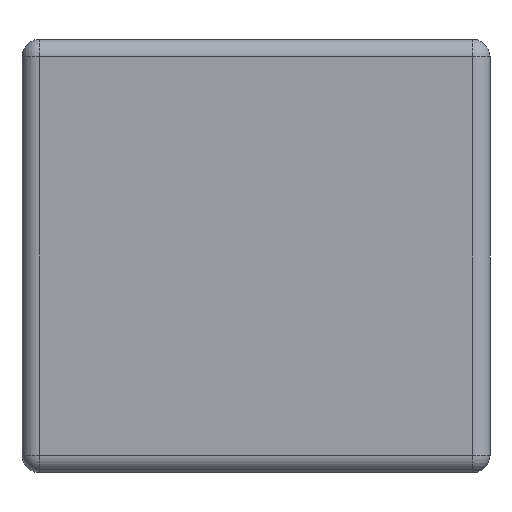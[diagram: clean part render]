
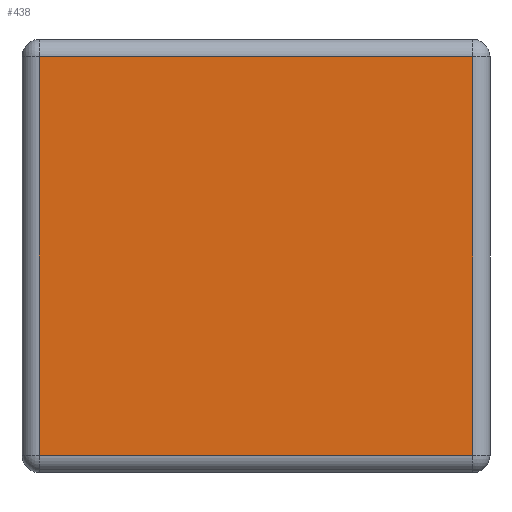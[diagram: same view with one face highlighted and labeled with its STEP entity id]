
A CAD part, left-side view. The second image highlights one B-rep face of the part: STEP entity #438.
In plain terms, the highlighted planar face has unit normal (-1, 0, 0).
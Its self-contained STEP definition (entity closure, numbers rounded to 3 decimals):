
#54 = VERTEX_POINT ( 'NONE', #247 ) ;
#66 = CARTESIAN_POINT ( 'NONE',  ( -1., 0.05, -0.625 ) ) ;
#101 = EDGE_CURVE ( 'NONE', #1397, #54, #1185, .T. ) ;
#154 = CARTESIAN_POINT ( 'NONE',  ( -1., 0.05, 0.575 ) ) ;
#178 = PLANE ( 'NONE',  #3048 ) ;
#247 = CARTESIAN_POINT ( 'NONE',  ( -1., 0.05, -0.575 ) ) ;
#311 = EDGE_CURVE ( 'NONE', #2015, #998, #934, .T. ) ;
#438 = ADVANCED_FACE ( 'NONE', ( #2329 ), #178, .F. ) ;
#516 = VECTOR ( 'NONE', #830, 1000. ) ;
#580 = DIRECTION ( 'NONE',  ( 0., 1., 0. ) ) ;
#797 = LINE ( 'NONE', #66, #1617 ) ;
#830 = DIRECTION ( 'NONE',  ( 0., 0., -1. ) ) ;
#934 = LINE ( 'NONE', #2619, #2079 ) ;
#998 = VERTEX_POINT ( 'NONE', #1047 ) ;
#1046 = ORIENTED_EDGE ( 'NONE', *, *, #2693, .T. ) ;
#1047 = CARTESIAN_POINT ( 'NONE',  ( -1., 1.3, 0.575 ) ) ;
#1185 = LINE ( 'NONE', #1920, #2625 ) ;
#1355 = ORIENTED_EDGE ( 'NONE', *, *, #311, .T. ) ;
#1395 = CARTESIAN_POINT ( 'NONE',  ( -1., 2.746, -0.625 ) ) ;
#1397 = VERTEX_POINT ( 'NONE', #1997 ) ;
#1461 = DIRECTION ( 'NONE',  ( 0., -1., 0. ) ) ;
#1597 = DIRECTION ( 'NONE',  ( 1., 0., 0. ) ) ;
#1617 = VECTOR ( 'NONE', #1745, 1000. ) ;
#1745 = DIRECTION ( 'NONE',  ( 0., 0., 1. ) ) ;
#1775 = ORIENTED_EDGE ( 'NONE', *, *, #101, .T. ) ;
#1920 = CARTESIAN_POINT ( 'NONE',  ( -1., 2.746, -0.575 ) ) ;
#1997 = CARTESIAN_POINT ( 'NONE',  ( -1., 1.3, -0.575 ) ) ;
#2015 = VERTEX_POINT ( 'NONE', #154 ) ;
#2050 = LINE ( 'NONE', #2979, #516 ) ;
#2067 = EDGE_LOOP ( 'NONE', ( #1775, #2749, #1355, #1046 ) ) ;
#2079 = VECTOR ( 'NONE', #580, 1000. ) ;
#2268 = EDGE_CURVE ( 'NONE', #54, #2015, #797, .T. ) ;
#2329 = FACE_OUTER_BOUND ( 'NONE', #2067, .T. ) ;
#2380 = DIRECTION ( 'NONE',  ( 0., 0., -1. ) ) ;
#2619 = CARTESIAN_POINT ( 'NONE',  ( -1., 2.746, 0.575 ) ) ;
#2625 = VECTOR ( 'NONE', #1461, 1000. ) ;
#2693 = EDGE_CURVE ( 'NONE', #998, #1397, #2050, .T. ) ;
#2749 = ORIENTED_EDGE ( 'NONE', *, *, #2268, .T. ) ;
#2979 = CARTESIAN_POINT ( 'NONE',  ( -1., 1.3, -0.625 ) ) ;
#3048 = AXIS2_PLACEMENT_3D ( 'NONE', #1395, #1597, #2380 ) ;
